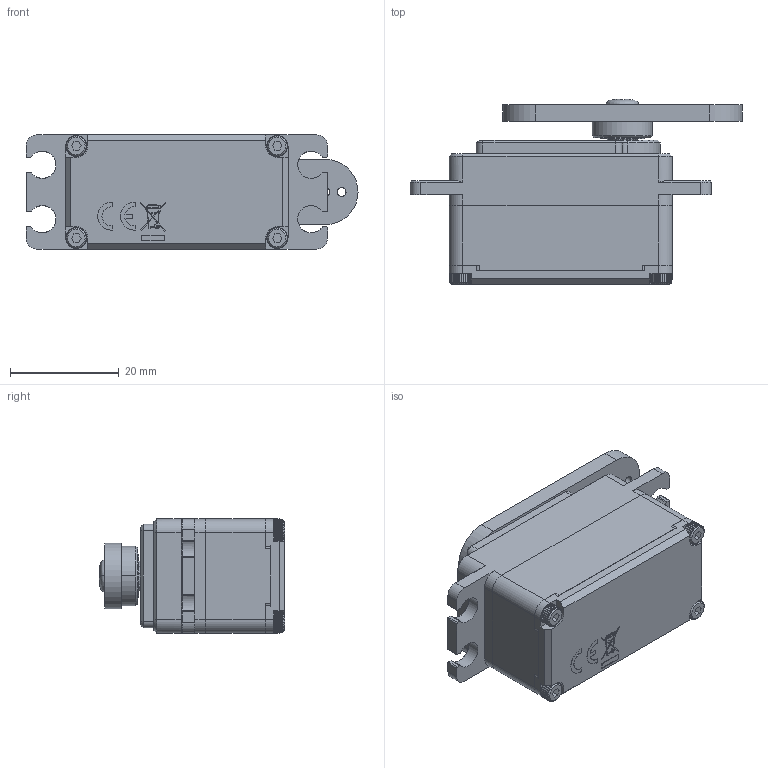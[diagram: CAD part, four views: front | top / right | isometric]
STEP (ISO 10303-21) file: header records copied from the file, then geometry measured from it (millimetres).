
FILE_DESCRIPTION((''),'2;1');
FILE_NAME('DB777WP_ASM','2019-12-09T',('±è»ó¹Î'),(''),'CREO PARAMETRIC BY PTC INC, 2016050','CREO PARAMETRIC BY PTC INC, 2016050','');
FILE_SCHEMA(('CONFIG_CONTROL_DESIGN'));
Products named in the file (12): DB777T_AL6061_120101010134_1_1; DB777M_AL6061_120101020118_1_1; DB777L_AL6061_120101030126_1_1; 12XXX_SUS_HSH_M2XL8_1_1; 120217000084_HD-IM25_1_1; 120208000024_11X8X3_METAL_RING_; TW_6_5X3_2_SUS_120204000048_1_1; CBH_M3XL5_SUS_120201000113_1_1; DB777WP_ASM_1_ASM_1_ASM; ASM0001_ASM_1_ASM; DB777SG5F_SUM24L_120212000587; DB777WP_ASM
Assembly tree (14 placements, depth 4):
  DB777WP_ASM
    ASM0001_ASM_1_ASM
      DB777WP_ASM_1_ASM_1_ASM
        DB777T_AL6061_120101010134_1_1
        DB777M_AL6061_120101020118_1_1
        DB777L_AL6061_120101030126_1_1
        12XXX_SUS_HSH_M2XL8_1_1  x4
        120217000084_HD-IM25_1_1
        120208000024_11X8X3_METAL_RING_
        TW_6_5X3_2_SUS_120204000048_1_1
        CBH_M3XL5_SUS_120201000113_1_1
    DB777SG5F_SUM24L_120212000587
Bounding box: 61 x 34 x 21 mm (x, y, z)
Volume: 22910.8 mm3; surface area: 12589.8 mm2
Topology: 12 solids, 16 shells, 2038 faces, 5873 edges, 3888 vertices
Faces by surface type: plane 1213, cylinder 539, cone 175, torus 63, bspline 46, revolution 2
Entity records: 70742 total; most frequent: CARTESIAN_POINT 17770, ORIENTED_EDGE 9070, DIRECTION 8334, EDGE_CURVE 4535, PRESENTATION_STYLE_ASSIGNMENT 3450, STYLED_ITEM 3450, CURVE_STYLE 3290, VECTOR 3080
